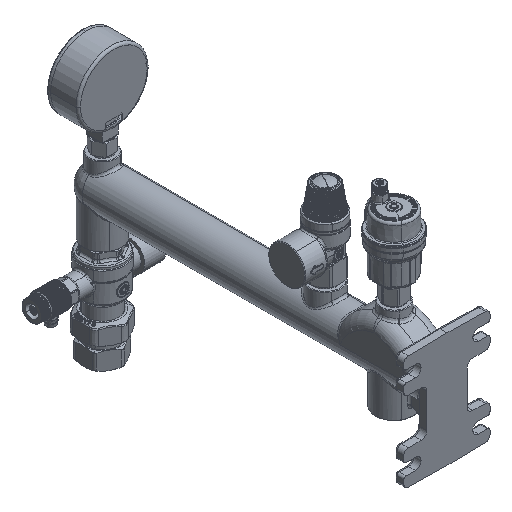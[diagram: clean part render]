
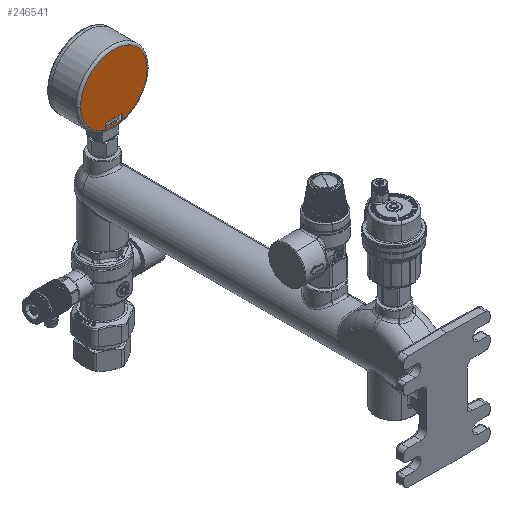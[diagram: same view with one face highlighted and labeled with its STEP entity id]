
A CAD part, isometric view. The second image highlights one B-rep face of the part: STEP entity #246541.
In plain terms, the highlighted planar face has unit normal (0, -1, 0).
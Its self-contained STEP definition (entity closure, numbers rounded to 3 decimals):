
#239083=CARTESIAN_POINT('Vertex',(7.25,290.,54.8)) ;
#239086=CARTESIAN_POINT('Line Origine',(0.,290.,54.8)) ;
#239090=CARTESIAN_POINT('Vertex',(-7.25,290.,54.8)) ;
#239110=CARTESIAN_POINT('Line Origine',(-7.25,290.,52.8)) ;
#239114=CARTESIAN_POINT('Vertex',(-7.25,290.,50.8)) ;
#239134=CARTESIAN_POINT('Line Origine',(0.,290.,50.8)) ;
#239138=CARTESIAN_POINT('Vertex',(7.25,290.,50.8)) ;
#239158=CARTESIAN_POINT('Line Origine',(7.25,290.,52.8)) ;
#246512=CARTESIAN_POINT('Axis2P3D Location',(0.,290.,77.8)) ;
#246517=CARTESIAN_POINT('Axis2P3D Location',(0.,290.,77.8)) ;
#246521=CARTESIAN_POINT('Vertex',(-29.,290.,77.8)) ;
#246523=CARTESIAN_POINT('Vertex',(29.,290.,77.8)) ;
#246526=CARTESIAN_POINT('Axis2P3D Location',(0.,290.,77.8)) ;
#239087=DIRECTION('Vector Direction',(1.,0.,0.)) ;
#239111=DIRECTION('Vector Direction',(0.,0.,1.)) ;
#239135=DIRECTION('Vector Direction',(1.,0.,0.)) ;
#239159=DIRECTION('Vector Direction',(0.,0.,1.)) ;
#246513=DIRECTION('Axis2P3D Direction',(0.,1.,-0.)) ;
#246514=DIRECTION('Axis2P3D XDirection',(-1.,0.,0.)) ;
#246518=DIRECTION('Axis2P3D Direction',(0.,1.,-0.)) ;
#246527=DIRECTION('Axis2P3D Direction',(0.,1.,-0.)) ;
#246515=AXIS2_PLACEMENT_3D('Plane Axis2P3D',#246512,#246513,#246514) ;
#246519=AXIS2_PLACEMENT_3D('Circle Axis2P3D',#246517,#246518,$) ;
#246528=AXIS2_PLACEMENT_3D('Circle Axis2P3D',#246526,#246527,$) ;
#246532=ORIENTED_EDGE('',*,*,#246525,.F.) ;
#246533=ORIENTED_EDGE('',*,*,#246530,.F.) ;
#246536=ORIENTED_EDGE('',*,*,#239162,.F.) ;
#246537=ORIENTED_EDGE('',*,*,#239140,.F.) ;
#246538=ORIENTED_EDGE('',*,*,#239116,.T.) ;
#246539=ORIENTED_EDGE('',*,*,#239092,.T.) ;
#246540=FACE_BOUND('',#246535,.T.) ;
#239088=VECTOR('Line Direction',#239087,1.) ;
#239112=VECTOR('Line Direction',#239111,1.) ;
#239136=VECTOR('Line Direction',#239135,1.) ;
#239160=VECTOR('Line Direction',#239159,1.) ;
#246541=ADVANCED_FACE('PartBody',(#246534,#246540),#246516,.F.) ;
#246520=CIRCLE('generated circle',#246519,29.) ;
#246529=CIRCLE('generated circle',#246528,29.) ;
#239092=EDGE_CURVE('',#239091,#239084,#239089,.T.) ;
#239116=EDGE_CURVE('',#239115,#239091,#239113,.T.) ;
#239140=EDGE_CURVE('',#239115,#239139,#239137,.T.) ;
#239162=EDGE_CURVE('',#239139,#239084,#239161,.T.) ;
#246525=EDGE_CURVE('',#246522,#246524,#246520,.T.) ;
#246530=EDGE_CURVE('',#246524,#246522,#246529,.T.) ;
#246531=EDGE_LOOP('',(#246532,#246533)) ;
#246535=EDGE_LOOP('',(#246536,#246537,#246538,#246539)) ;
#246534=FACE_OUTER_BOUND('',#246531,.T.) ;
#239089=LINE('Line',#239086,#239088) ;
#239113=LINE('Line',#239110,#239112) ;
#239137=LINE('Line',#239134,#239136) ;
#239161=LINE('Line',#239158,#239160) ;
#246516=PLANE('',#246515) ;
#239084=VERTEX_POINT('',#239083) ;
#239091=VERTEX_POINT('',#239090) ;
#239115=VERTEX_POINT('',#239114) ;
#239139=VERTEX_POINT('',#239138) ;
#246522=VERTEX_POINT('',#246521) ;
#246524=VERTEX_POINT('',#246523) ;
